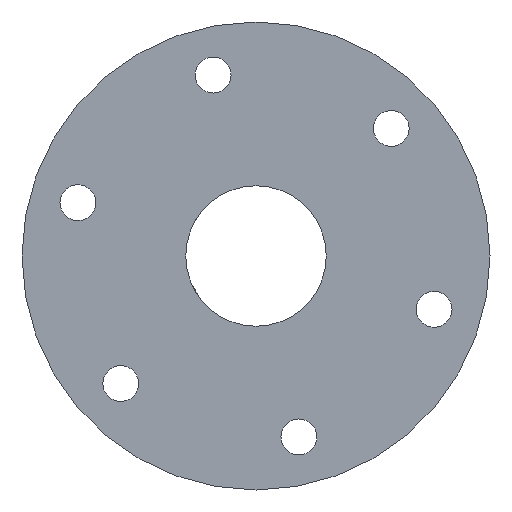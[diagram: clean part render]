
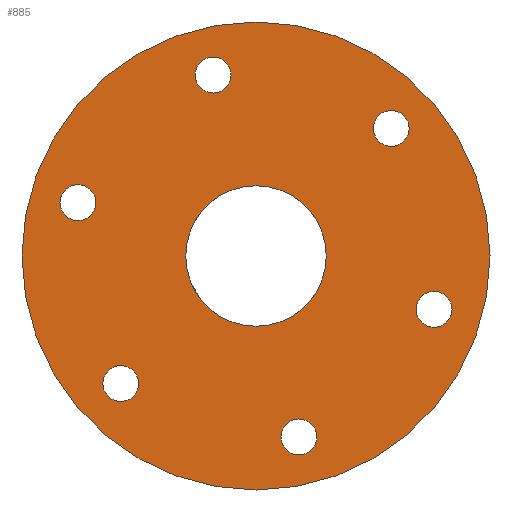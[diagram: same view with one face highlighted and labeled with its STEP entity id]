
A CAD part, front view. The second image highlights one B-rep face of the part: STEP entity #885.
In plain terms, the highlighted planar face has unit normal (0, -1, 0).
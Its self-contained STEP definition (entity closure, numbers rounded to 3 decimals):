
#3 = AXIS2_PLACEMENT_3D ( 'NONE', #870, #803, #155 ) ;
#12 = VERTEX_POINT ( 'NONE', #209 ) ;
#27 = ORIENTED_EDGE ( 'NONE', *, *, #584, .T. ) ;
#28 = CARTESIAN_POINT ( 'NONE',  ( 17.338, 0., 18.655 ) ) ;
#30 = AXIS2_PLACEMENT_3D ( 'NONE', #730, #641, #84 ) ;
#32 = EDGE_CURVE ( 'NONE', #269, #551, #922, .T. ) ;
#35 = VERTEX_POINT ( 'NONE', #88 ) ;
#45 = AXIS2_PLACEMENT_3D ( 'NONE', #806, #734, #879 ) ;
#47 = CARTESIAN_POINT ( 'NONE',  ( 5.495, 0., -23.192 ) ) ;
#50 = ORIENTED_EDGE ( 'NONE', *, *, #393, .T. ) ;
#51 = EDGE_CURVE ( 'NONE', #307, #552, #66, .T. ) ;
#52 = ORIENTED_EDGE ( 'NONE', *, *, #802, .T. ) ;
#54 = CARTESIAN_POINT ( 'NONE',  ( 17.338, 0., 14.055 ) ) ;
#56 = EDGE_LOOP ( 'NONE', ( #103, #319 ) ) ;
#57 = ORIENTED_EDGE ( 'NONE', *, *, #651, .T. ) ;
#66 = CIRCLE ( 'NONE', #406, 2.3 ) ;
#76 = DIRECTION ( 'NONE',  ( 0., 1., 0. ) ) ;
#77 = CARTESIAN_POINT ( 'NONE',  ( 0., 0., 0. ) ) ;
#81 = AXIS2_PLACEMENT_3D ( 'NONE', #402, #925, #410 ) ;
#84 = DIRECTION ( 'NONE',  ( 0., 0., -1. ) ) ;
#88 = CARTESIAN_POINT ( 'NONE',  ( 22.833, 0., -9.137 ) ) ;
#92 = AXIS2_PLACEMENT_3D ( 'NONE', #751, #384, #893 ) ;
#93 = DIRECTION ( 'NONE',  ( -0.866, 0., -0.5 ) ) ;
#95 = CIRCLE ( 'NONE', #45, 2.3 ) ;
#103 = ORIENTED_EDGE ( 'NONE', *, *, #32, .F. ) ;
#104 = DIRECTION ( 'NONE',  ( 0., 0., 1. ) ) ;
#109 = VERTEX_POINT ( 'NONE', #301 ) ;
#113 = EDGE_LOOP ( 'NONE', ( #903, #760 ) ) ;
#125 = AXIS2_PLACEMENT_3D ( 'NONE', #147, #354, #718 ) ;
#130 = VERTEX_POINT ( 'NONE', #727 ) ;
#136 = EDGE_CURVE ( 'NONE', #109, #539, #349, .T. ) ;
#147 = CARTESIAN_POINT ( 'NONE',  ( 0., 0., 0. ) ) ;
#154 = DIRECTION ( 'NONE',  ( 0., 0., 1. ) ) ;
#155 = DIRECTION ( 'NONE',  ( 0.866, 0., -0.5 ) ) ;
#156 = AXIS2_PLACEMENT_3D ( 'NONE', #563, #399, #351 ) ;
#169 = CIRCLE ( 'NONE', #814, 2.3 ) ;
#178 = CARTESIAN_POINT ( 'NONE',  ( 5.495, 0., -23.192 ) ) ;
#180 = EDGE_CURVE ( 'NONE', #35, #130, #95, .T. ) ;
#190 = DIRECTION ( 'NONE',  ( 0., 0., 1. ) ) ;
#197 = CIRCLE ( 'NONE', #366, 2.3 ) ;
#202 = CARTESIAN_POINT ( 'NONE',  ( 0., 0., -9. ) ) ;
#206 = EDGE_CURVE ( 'NONE', #836, #522, #489, .T. ) ;
#209 = CARTESIAN_POINT ( 'NONE',  ( -17.338, 0., -14.055 ) ) ;
#219 = EDGE_CURVE ( 'NONE', #924, #264, #169, .T. ) ;
#225 = AXIS2_PLACEMENT_3D ( 'NONE', #371, #432, #804 ) ;
#253 = ORIENTED_EDGE ( 'NONE', *, *, #608, .T. ) ;
#264 = VERTEX_POINT ( 'NONE', #419 ) ;
#269 = VERTEX_POINT ( 'NONE', #350 ) ;
#274 = EDGE_CURVE ( 'NONE', #522, #836, #389, .T. ) ;
#280 = DIRECTION ( 'NONE',  ( 0., 1., 0. ) ) ;
#285 = CARTESIAN_POINT ( 'NONE',  ( -5.495, 0., 20.892 ) ) ;
#301 = CARTESIAN_POINT ( 'NONE',  ( -5.495, 0., 25.492 ) ) ;
#307 = VERTEX_POINT ( 'NONE', #875 ) ;
#312 = EDGE_CURVE ( 'NONE', #552, #307, #328, .T. ) ;
#316 = CIRCLE ( 'NONE', #504, 30. ) ;
#319 = ORIENTED_EDGE ( 'NONE', *, *, #746, .F. ) ;
#328 = CIRCLE ( 'NONE', #3, 2.3 ) ;
#331 = AXIS2_PLACEMENT_3D ( 'NONE', #77, #721, #154 ) ;
#335 = DIRECTION ( 'NONE',  ( 0., 1., 0. ) ) ;
#338 = EDGE_LOOP ( 'NONE', ( #845, #52 ) ) ;
#340 = FACE_BOUND ( 'NONE', #418, .T. ) ;
#345 = FACE_BOUND ( 'NONE', #413, .T. ) ;
#349 = CIRCLE ( 'NONE', #30, 2.3 ) ;
#350 = CARTESIAN_POINT ( 'NONE',  ( 0., 0., -30. ) ) ;
#351 = DIRECTION ( 'NONE',  ( 0.866, 0., 0.5 ) ) ;
#354 = DIRECTION ( 'NONE',  ( 0., 1., 0. ) ) ;
#359 = DIRECTION ( 'NONE',  ( 0.866, 0., 0.5 ) ) ;
#366 = AXIS2_PLACEMENT_3D ( 'NONE', #178, #883, #604 ) ;
#371 = CARTESIAN_POINT ( 'NONE',  ( -5.495, 0., 23.192 ) ) ;
#379 = CARTESIAN_POINT ( 'NONE',  ( 22.833, 0., -6.837 ) ) ;
#384 = DIRECTION ( 'NONE',  ( 0., 1., 0. ) ) ;
#386 = CIRCLE ( 'NONE', #92, 2.3 ) ;
#389 = CIRCLE ( 'NONE', #125, 9. ) ;
#393 = EDGE_CURVE ( 'NONE', #264, #924, #197, .T. ) ;
#395 = EDGE_LOOP ( 'NONE', ( #478, #50 ) ) ;
#399 = DIRECTION ( 'NONE',  ( 0., 1., 0. ) ) ;
#402 = CARTESIAN_POINT ( 'NONE',  ( 0., 0., 0. ) ) ;
#403 = CARTESIAN_POINT ( 'NONE',  ( 5.495, 0., -20.892 ) ) ;
#406 = AXIS2_PLACEMENT_3D ( 'NONE', #787, #523, #574 ) ;
#410 = DIRECTION ( 'NONE',  ( 0., 0., 1. ) ) ;
#413 = EDGE_LOOP ( 'NONE', ( #546, #526 ) ) ;
#418 = EDGE_LOOP ( 'NONE', ( #253, #805 ) ) ;
#419 = CARTESIAN_POINT ( 'NONE',  ( 5.495, 0., -25.492 ) ) ;
#432 = DIRECTION ( 'NONE',  ( 0., 1., 0. ) ) ;
#442 = CARTESIAN_POINT ( 'NONE',  ( -22.833, 0., 4.537 ) ) ;
#443 = EDGE_CURVE ( 'NONE', #700, #909, #386, .T. ) ;
#452 = CARTESIAN_POINT ( 'NONE',  ( 17.338, 0., 16.355 ) ) ;
#474 = PLANE ( 'NONE',  #601 ) ;
#478 = ORIENTED_EDGE ( 'NONE', *, *, #219, .T. ) ;
#480 = FACE_BOUND ( 'NONE', #547, .T. ) ;
#485 = FACE_BOUND ( 'NONE', #783, .T. ) ;
#489 = CIRCLE ( 'NONE', #81, 9. ) ;
#501 = EDGE_CURVE ( 'NONE', #752, #12, #770, .T. ) ;
#504 = AXIS2_PLACEMENT_3D ( 'NONE', #753, #593, #104 ) ;
#522 = VERTEX_POINT ( 'NONE', #640 ) ;
#523 = DIRECTION ( 'NONE',  ( 0., 1., 0. ) ) ;
#526 = ORIENTED_EDGE ( 'NONE', *, *, #206, .T. ) ;
#536 = DIRECTION ( 'NONE',  ( -0.866, 0., 0.5 ) ) ;
#539 = VERTEX_POINT ( 'NONE', #285 ) ;
#543 = CIRCLE ( 'NONE', #663, 2.3 ) ;
#546 = ORIENTED_EDGE ( 'NONE', *, *, #274, .T. ) ;
#547 = EDGE_LOOP ( 'NONE', ( #57, #589 ) ) ;
#551 = VERTEX_POINT ( 'NONE', #794 ) ;
#552 = VERTEX_POINT ( 'NONE', #442 ) ;
#563 = CARTESIAN_POINT ( 'NONE',  ( -17.338, 0., -16.355 ) ) ;
#567 = FACE_BOUND ( 'NONE', #395, .T. ) ;
#574 = DIRECTION ( 'NONE',  ( 0.866, 0., -0.5 ) ) ;
#584 = EDGE_CURVE ( 'NONE', #539, #109, #724, .T. ) ;
#589 = ORIENTED_EDGE ( 'NONE', *, *, #180, .T. ) ;
#593 = DIRECTION ( 'NONE',  ( 0., 1., 0. ) ) ;
#599 = DIRECTION ( 'NONE',  ( 0., 1., 0. ) ) ;
#601 = AXIS2_PLACEMENT_3D ( 'NONE', #833, #335, #190 ) ;
#604 = DIRECTION ( 'NONE',  ( 0., 0., 1. ) ) ;
#608 = EDGE_CURVE ( 'NONE', #12, #752, #932, .T. ) ;
#633 = FACE_OUTER_BOUND ( 'NONE', #56, .T. ) ;
#640 = CARTESIAN_POINT ( 'NONE',  ( 0., 0., 9. ) ) ;
#641 = DIRECTION ( 'NONE',  ( 0., 1., 0. ) ) ;
#651 = EDGE_CURVE ( 'NONE', #130, #35, #873, .T. ) ;
#663 = AXIS2_PLACEMENT_3D ( 'NONE', #452, #736, #93 ) ;
#671 = CARTESIAN_POINT ( 'NONE',  ( -17.338, 0., -18.655 ) ) ;
#700 = VERTEX_POINT ( 'NONE', #28 ) ;
#707 = FACE_BOUND ( 'NONE', #338, .T. ) ;
#718 = DIRECTION ( 'NONE',  ( 0., 0., 1. ) ) ;
#719 = CARTESIAN_POINT ( 'NONE',  ( -17.338, 0., -16.355 ) ) ;
#721 = DIRECTION ( 'NONE',  ( 0., 1., 0. ) ) ;
#724 = CIRCLE ( 'NONE', #225, 2.3 ) ;
#727 = CARTESIAN_POINT ( 'NONE',  ( 22.833, 0., -4.537 ) ) ;
#730 = CARTESIAN_POINT ( 'NONE',  ( -5.495, 0., 23.192 ) ) ;
#734 = DIRECTION ( 'NONE',  ( 0., 1., 0. ) ) ;
#736 = DIRECTION ( 'NONE',  ( 0., 1., 0. ) ) ;
#746 = EDGE_CURVE ( 'NONE', #551, #269, #316, .T. ) ;
#751 = CARTESIAN_POINT ( 'NONE',  ( 17.338, 0., 16.355 ) ) ;
#752 = VERTEX_POINT ( 'NONE', #671 ) ;
#753 = CARTESIAN_POINT ( 'NONE',  ( 0., 0., 0. ) ) ;
#755 = ORIENTED_EDGE ( 'NONE', *, *, #136, .T. ) ;
#760 = ORIENTED_EDGE ( 'NONE', *, *, #312, .T. ) ;
#763 = FACE_BOUND ( 'NONE', #113, .T. ) ;
#770 = CIRCLE ( 'NONE', #156, 2.3 ) ;
#783 = EDGE_LOOP ( 'NONE', ( #755, #27 ) ) ;
#787 = CARTESIAN_POINT ( 'NONE',  ( -22.833, 0., 6.837 ) ) ;
#794 = CARTESIAN_POINT ( 'NONE',  ( 0., 0., 30. ) ) ;
#802 = EDGE_CURVE ( 'NONE', #909, #700, #543, .T. ) ;
#803 = DIRECTION ( 'NONE',  ( 0., 1., 0. ) ) ;
#804 = DIRECTION ( 'NONE',  ( 0., 0., -1. ) ) ;
#805 = ORIENTED_EDGE ( 'NONE', *, *, #501, .T. ) ;
#806 = CARTESIAN_POINT ( 'NONE',  ( 22.833, 0., -6.837 ) ) ;
#813 = AXIS2_PLACEMENT_3D ( 'NONE', #719, #76, #359 ) ;
#814 = AXIS2_PLACEMENT_3D ( 'NONE', #47, #280, #919 ) ;
#833 = CARTESIAN_POINT ( 'NONE',  ( 0., 0., 0. ) ) ;
#836 = VERTEX_POINT ( 'NONE', #202 ) ;
#845 = ORIENTED_EDGE ( 'NONE', *, *, #443, .T. ) ;
#870 = CARTESIAN_POINT ( 'NONE',  ( -22.833, 0., 6.837 ) ) ;
#873 = CIRCLE ( 'NONE', #920, 2.3 ) ;
#875 = CARTESIAN_POINT ( 'NONE',  ( -22.833, 0., 9.137 ) ) ;
#879 = DIRECTION ( 'NONE',  ( -0.866, 0., 0.5 ) ) ;
#883 = DIRECTION ( 'NONE',  ( 0., 1., 0. ) ) ;
#885 = ADVANCED_FACE ( 'NONE', ( #340, #763, #485, #707, #480, #567, #345, #633 ), #474, .F. ) ;
#893 = DIRECTION ( 'NONE',  ( -0.866, 0., -0.5 ) ) ;
#903 = ORIENTED_EDGE ( 'NONE', *, *, #51, .T. ) ;
#909 = VERTEX_POINT ( 'NONE', #54 ) ;
#919 = DIRECTION ( 'NONE',  ( 0., 0., 1. ) ) ;
#920 = AXIS2_PLACEMENT_3D ( 'NONE', #379, #599, #536 ) ;
#922 = CIRCLE ( 'NONE', #331, 30. ) ;
#924 = VERTEX_POINT ( 'NONE', #403 ) ;
#925 = DIRECTION ( 'NONE',  ( 0., 1., 0. ) ) ;
#932 = CIRCLE ( 'NONE', #813, 2.3 ) ;
